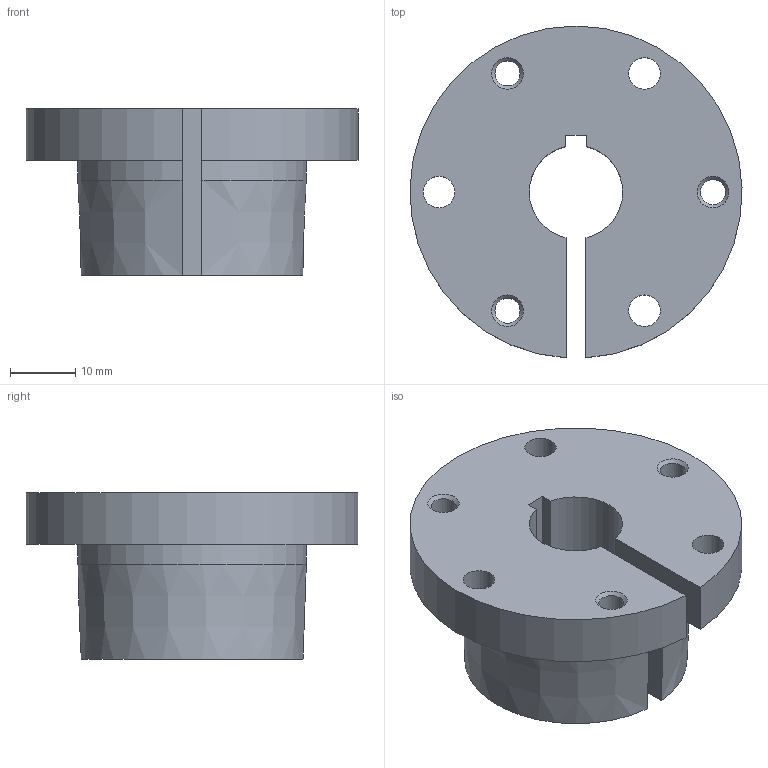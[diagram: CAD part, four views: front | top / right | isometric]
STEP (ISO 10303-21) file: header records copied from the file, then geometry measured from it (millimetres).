
FILE_DESCRIPTION( ( 'STEP AP214' ), ' ' );
FILE_NAME( '120333.stp', '2017-12-09T00:15:09', ( '' ), ( '' ), ' ', 'PARTsolutions', ' ' );
FILE_SCHEMA( ( 'AUTOMOTIVE_DESIGN { 1 0 10303 214 1 1 1 1 }' ) );
Length unit declared in the file: inch
Products named in the file (1): _120333
Bounding box: 50.78 x 50.75 x 25.4 mm (x, y, z)
Volume: 26568.2 mm3; surface area: 8889.8 mm2
Topology: 1 solids, 1 shells, 25 faces, 63 edges, 40 vertices
Faces by surface type: cylinder 10, plane 8, cone 7
Full cylindrical faces by diameter (mm): 3.835 x3, 4.826 x3
Entity records: 944 total; most frequent: CARTESIAN_POINT 129, DIRECTION 128, ORIENTED_EDGE 102, AXIS2_PLACEMENT_3D 53, EDGE_CURVE 51, EDGE_LOOP 49, VERTEX_POINT 40, FACE_OUTER_BOUND 31
